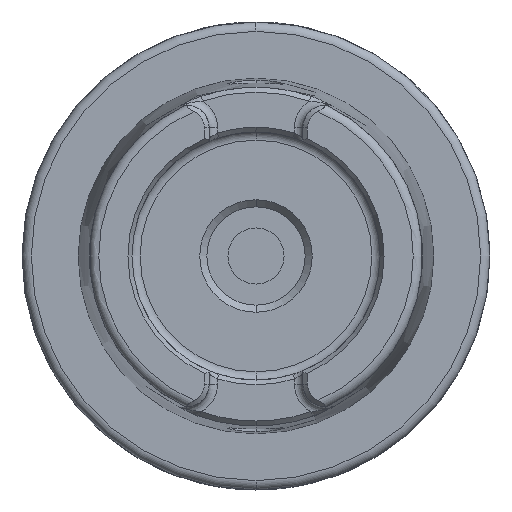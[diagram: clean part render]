
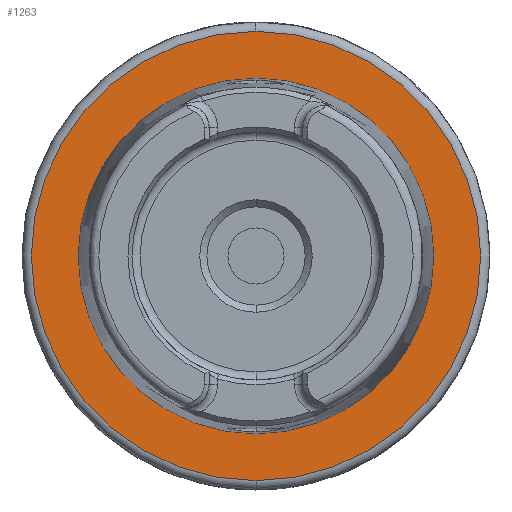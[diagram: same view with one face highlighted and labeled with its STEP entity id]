
A CAD part, left-side view. The second image highlights one B-rep face of the part: STEP entity #1263.
In plain terms, the highlighted planar face has unit normal (-1, 0, 0).
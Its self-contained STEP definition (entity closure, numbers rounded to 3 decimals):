
#1095 = EDGE_CURVE ( 'NONE', #2717, #2808, #5664, .T. ) ;
#1263 = ADVANCED_FACE ( 'NONE', ( #6099, #6098 ), #6095, .T. ) ;
#1264 = EDGE_LOOP ( 'NONE', ( #1265, #1266 ) ) ;
#1265 = ORIENTED_EDGE ( 'NONE', *, *, #2807, .T. ) ;
#1266 = ORIENTED_EDGE ( 'NONE', *, *, #1095, .T. ) ;
#1267 = EDGE_LOOP ( 'NONE', ( #1268, #1269 ) ) ;
#1268 = ORIENTED_EDGE ( 'NONE', *, *, #2743, .F. ) ;
#1269 = ORIENTED_EDGE ( 'NONE', *, *, #1270, .F. ) ;
#1270 = EDGE_CURVE ( 'NONE', #2745, #2744, #6155, .T. ) ;
#2717 = VERTEX_POINT ( 'NONE', #8910 ) ;
#2743 = EDGE_CURVE ( 'NONE', #2744, #2745, #9030, .T. ) ;
#2744 = VERTEX_POINT ( 'NONE', #9026 ) ;
#2745 = VERTEX_POINT ( 'NONE', #9025 ) ;
#2807 = EDGE_CURVE ( 'NONE', #2808, #2717, #9239, .T. ) ;
#2808 = VERTEX_POINT ( 'NONE', #9241 ) ;
#5661 = DIRECTION ( 'NONE',  ( 0., 0., -1. ) ) ;
#5662 = DIRECTION ( 'NONE',  ( 1., 0., 0. ) ) ;
#5663 = AXIS2_PLACEMENT_3D ( 'NONE', #5669, #5662, #5661 ) ;
#5664 = CIRCLE ( 'NONE', #5663, 38.007 ) ;
#5669 = CARTESIAN_POINT ( 'NONE',  ( 0., 0., 0. ) ) ;
#6095 = PLANE ( 'NONE',  #6097 ) ;
#6096 = CARTESIAN_POINT ( 'NONE',  ( 0., 38.007, 0. ) ) ;
#6097 = AXIS2_PLACEMENT_3D ( 'NONE', #6096, #6157, #6156 ) ;
#6098 = FACE_OUTER_BOUND ( 'NONE', #1267, .T. ) ;
#6099 = FACE_BOUND ( 'NONE', #1264, .T. ) ;
#6152 = DIRECTION ( 'NONE',  ( 0., 0., -1. ) ) ;
#6153 = DIRECTION ( 'NONE',  ( 1., 0., 0. ) ) ;
#6154 = AXIS2_PLACEMENT_3D ( 'NONE', #6158, #6153, #6152 ) ;
#6155 = CIRCLE ( 'NONE', #6154, 48. ) ;
#6156 = DIRECTION ( 'NONE',  ( 0., 0., 1. ) ) ;
#6157 = DIRECTION ( 'NONE',  ( -1., 0., 0. ) ) ;
#6158 = CARTESIAN_POINT ( 'NONE',  ( 0., 0., 0. ) ) ;
#8910 = CARTESIAN_POINT ( 'NONE',  ( 0., 0., 38.007 ) ) ;
#8930 = CARTESIAN_POINT ( 'NONE',  ( 0., 0., 0. ) ) ;
#9025 = CARTESIAN_POINT ( 'NONE',  ( 0., 0., 48. ) ) ;
#9026 = CARTESIAN_POINT ( 'NONE',  ( 0., 0., -48. ) ) ;
#9027 = DIRECTION ( 'NONE',  ( 0., 0., -1. ) ) ;
#9028 = DIRECTION ( 'NONE',  ( 1., 0., 0. ) ) ;
#9029 = AXIS2_PLACEMENT_3D ( 'NONE', #8930, #9028, #9027 ) ;
#9030 = CIRCLE ( 'NONE', #9029, 48. ) ;
#9232 = DIRECTION ( 'NONE',  ( 0., 0., -1. ) ) ;
#9234 = DIRECTION ( 'NONE',  ( 1., 0., 0. ) ) ;
#9236 = CARTESIAN_POINT ( 'NONE',  ( 0., 0., 0. ) ) ;
#9238 = AXIS2_PLACEMENT_3D ( 'NONE', #9236, #9234, #9232 ) ;
#9239 = CIRCLE ( 'NONE', #9238, 38.007 ) ;
#9241 = CARTESIAN_POINT ( 'NONE',  ( 0., 0., -38.007 ) ) ;
